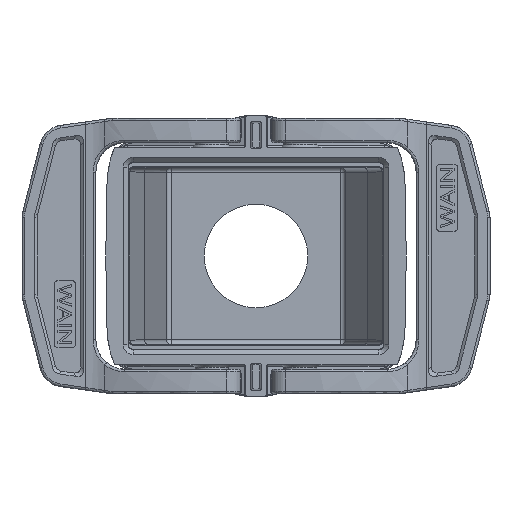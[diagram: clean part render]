
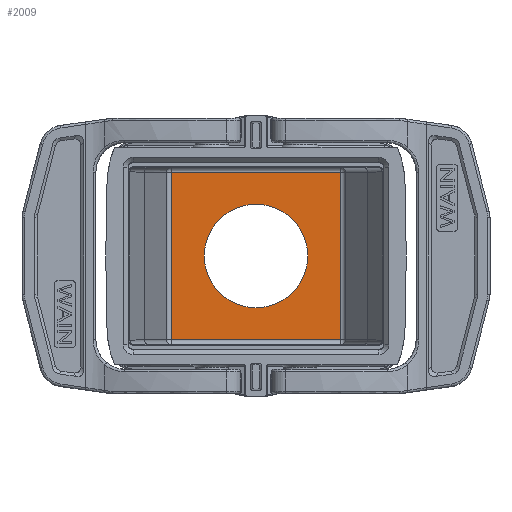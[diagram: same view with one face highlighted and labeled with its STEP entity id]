
A CAD part, front view. The second image highlights one B-rep face of the part: STEP entity #2009.
In plain terms, the highlighted planar face has unit normal (0, -1, 0).
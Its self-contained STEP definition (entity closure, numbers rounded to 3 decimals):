
#212=FACE_BOUND('',#4947,.T.);
#213=FACE_BOUND('',#4948,.T.);
#2009=ADVANCED_FACE('',(#212,#213),#3101,.T.);
#3101=PLANE('',#22078);
#4947=EDGE_LOOP('',(#7964));
#4948=EDGE_LOOP('',(#7965,#7966,#7967,#7968));
#6032=CIRCLE('',#22077,10.5);
#7964=ORIENTED_EDGE('',*,*,#15842,.F.);
#7965=ORIENTED_EDGE('',*,*,#15829,.T.);
#7966=ORIENTED_EDGE('',*,*,#15841,.F.);
#7967=ORIENTED_EDGE('',*,*,#15843,.F.);
#7968=ORIENTED_EDGE('',*,*,#15816,.T.);
#13488=VERTEX_POINT('',#31422);
#13490=VERTEX_POINT('',#31428);
#13497=VERTEX_POINT('',#31462);
#13504=VERTEX_POINT('',#31490);
#13505=VERTEX_POINT('',#31497);
#15816=EDGE_CURVE('',#13488,#13490,#18814,.T.);
#15829=EDGE_CURVE('',#13490,#13497,#18822,.T.);
#15841=EDGE_CURVE('',#13504,#13497,#18828,.T.);
#15842=EDGE_CURVE('',#13505,#13505,#6032,.T.);
#15843=EDGE_CURVE('',#13488,#13504,#18829,.T.);
#18814=LINE('',#31430,#20514);
#18822=LINE('',#31463,#20522);
#18828=LINE('',#31494,#20528);
#18829=LINE('',#31498,#20529);
#20514=VECTOR('',#24770,1.);
#20522=VECTOR('',#24796,1.);
#20528=VECTOR('',#24822,1.);
#20529=VECTOR('',#24827,1.);
#22077=AXIS2_PLACEMENT_3D('',#31496,#24825,#24826);
#22078=AXIS2_PLACEMENT_3D('',#31499,#24828,#24829);
#24770=DIRECTION('',(-1.,0.,0.));
#24796=DIRECTION('',(0.,0.,-1.));
#24822=DIRECTION('',(-1.,0.,0.));
#24825=DIRECTION('',(0.,-1.,0.));
#24826=DIRECTION('',(0.,0.,-1.));
#24827=DIRECTION('',(0.,0.,-1.));
#24828=DIRECTION('',(0.,-1.,0.));
#24829=DIRECTION('',(1.,0.,0.));
#31422=CARTESIAN_POINT('',(17.177,60.,16.998));
#31428=CARTESIAN_POINT('',(-17.177,60.,16.998));
#31430=CARTESIAN_POINT('',(17.177,60.,16.998));
#31462=CARTESIAN_POINT('',(-17.177,60.,-16.998));
#31463=CARTESIAN_POINT('',(-17.177,60.,16.998));
#31490=CARTESIAN_POINT('',(17.177,60.,-16.998));
#31494=CARTESIAN_POINT('',(17.177,60.,-16.998));
#31496=CARTESIAN_POINT('',(0.,60.,0.));
#31497=CARTESIAN_POINT('',(0.,60.,-10.5));
#31498=CARTESIAN_POINT('',(17.177,60.,16.998));
#31499=CARTESIAN_POINT('',(-20.475,60.,-21.5));
